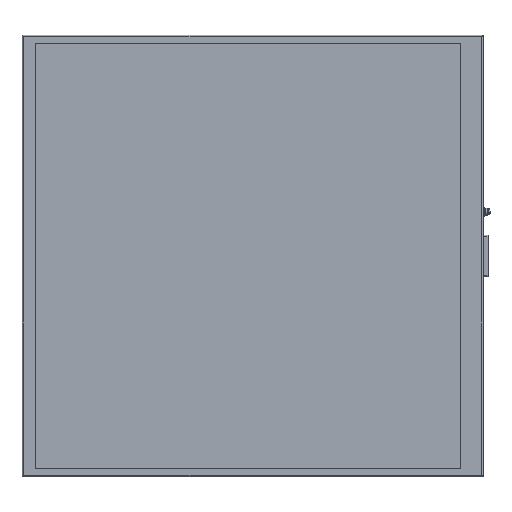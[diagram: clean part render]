
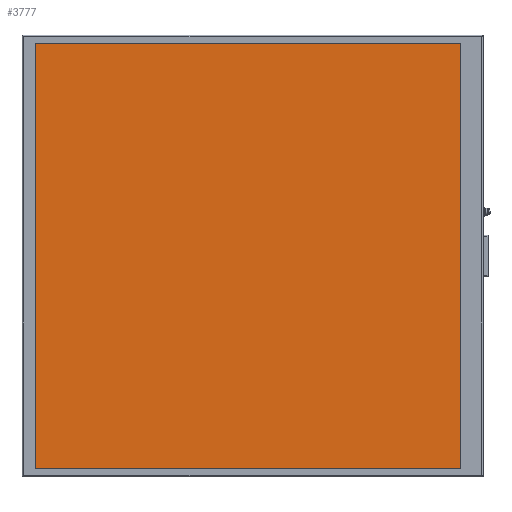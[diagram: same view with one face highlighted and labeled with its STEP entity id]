
A CAD part, top view. The second image highlights one B-rep face of the part: STEP entity #3777.
In plain terms, the highlighted planar face has unit normal (0, 0, 1).
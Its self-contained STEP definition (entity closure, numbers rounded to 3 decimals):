
#1820=ORIENTED_EDGE('',*,*,#2377,.F.);
#1821=ORIENTED_EDGE('',*,*,#2382,.F.);
#1822=ORIENTED_EDGE('',*,*,#2381,.F.);
#1823=ORIENTED_EDGE('',*,*,#2379,.F.);
#2083=VECTOR('',#2835,1.);
#2085=VECTOR('',#2839,1.);
#2087=VECTOR('',#2843,1.);
#2088=VECTOR('',#2846,1.);
#2165=LINE('',#3264,#2083);
#2167=LINE('',#3268,#2085);
#2169=LINE('',#3272,#2087);
#2170=LINE('',#3274,#2088);
#2246=VERTEX_POINT('',#3260);
#2247=VERTEX_POINT('',#3262);
#2248=VERTEX_POINT('',#3266);
#2249=VERTEX_POINT('',#3270);
#2377=EDGE_CURVE('',#2247,#2246,#2165,.T.);
#2379=EDGE_CURVE('',#2246,#2248,#2167,.T.);
#2381=EDGE_CURVE('',#2248,#2249,#2169,.T.);
#2382=EDGE_CURVE('',#2249,#2247,#2170,.T.);
#2511=EDGE_LOOP('',(#1820,#1821,#1822,#1823));
#2645=FACE_BOUND('',#2511,.T.);
#2835=DIRECTION('',(-480.,0.,0.));
#2839=DIRECTION('',(0.,480.,0.));
#2843=DIRECTION('',(480.,0.,0.));
#2846=DIRECTION('',(0.,-480.,0.));
#2847=DIRECTION('',(0.,0.,1.));
#2848=DIRECTION('',(0.,-1.,0.));
#3260=CARTESIAN_POINT('',(25.,9.,20.1));
#3262=CARTESIAN_POINT('',(505.,9.,20.1));
#3264=CARTESIAN_POINT('',(505.,9.,20.1));
#3266=CARTESIAN_POINT('',(25.,489.,20.1));
#3268=CARTESIAN_POINT('',(25.,9.,20.1));
#3270=CARTESIAN_POINT('',(505.,489.,20.1));
#3272=CARTESIAN_POINT('',(25.,489.,20.1));
#3274=CARTESIAN_POINT('',(505.,489.,20.1));
#3275=CARTESIAN_POINT('',(505.,9.,20.1));
#3579=AXIS2_PLACEMENT_3D('',#3275,#2847,#2848);
#3734=PLANE('',#3579);
#3777=ADVANCED_FACE('',(#2645),#3734,.T.);
